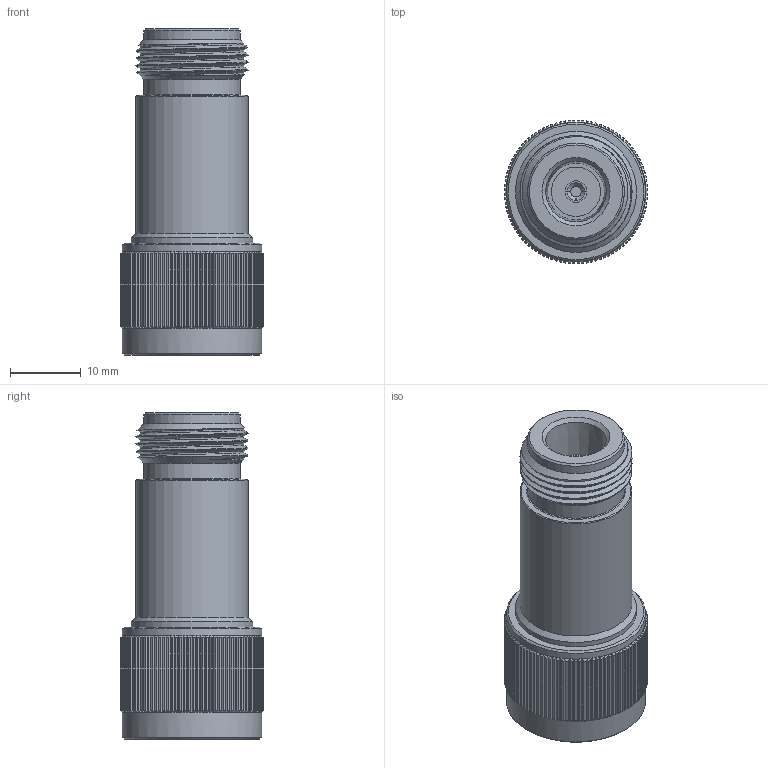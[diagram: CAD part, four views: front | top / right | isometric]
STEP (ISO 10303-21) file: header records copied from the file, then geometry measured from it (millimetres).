
FILE_DESCRIPTION (( 'STEP AP203' ), '1' );
FILE_NAME ('PE9426 ¦ SM4017.step', '2020-03-23T14:33:25', ( '' ), ( '' ), 'SwSTEP 2.0', 'SolidWorks 2018', '' );
FILE_SCHEMA (( 'CONFIG_CONTROL_DESIGN' ));
Length unit declared in the file: inch
Products named in the file (1): PE9426 ｦ SM4017
Bounding box: 20.32 x 20.32 x 46.2 mm (x, y, z)
Volume: 8527.7 mm3; surface area: 5047.9 mm2
Topology: 1 solids, 1 shells, 798 faces, 1946 edges, 1161 vertices
Faces by surface type: plane 441, cone 221, cylinder 128, bspline 8
Full cylindrical faces by diameter (mm): 1.524 x2, 2.794 x1, 3.048 x1, 6.985 x2, 8.255 x1, 13.716 x2, 15.875 x6, 17.175 x1, 19.715 x2
Entity records: 25501 total; most frequent: CARTESIAN_POINT 7595, ORIENTED_EDGE 3794, DIRECTION 3670, EDGE_CURVE 1897, AXIS2_PLACEMENT_3D 1458, VERTEX_POINT 1143, EDGE_LOOP 830, FACE_OUTER_BOUND 809
